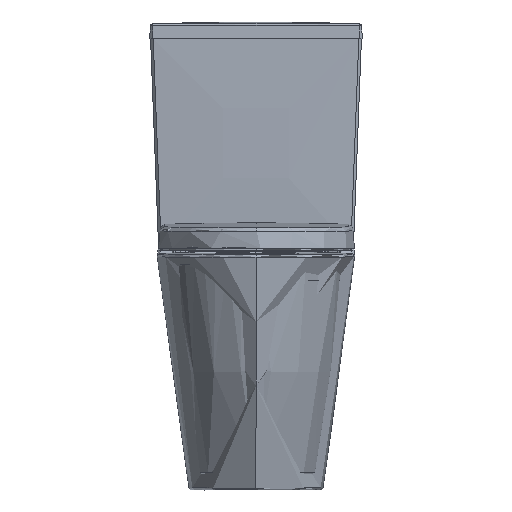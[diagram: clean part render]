
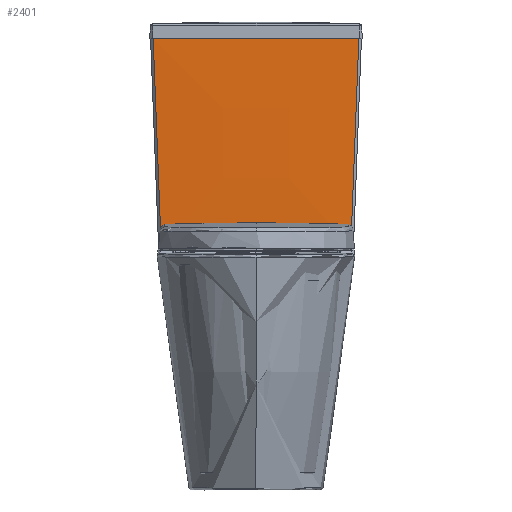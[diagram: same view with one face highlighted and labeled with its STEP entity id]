
A CAD part, front view. The second image highlights one B-rep face of the part: STEP entity #2401.
In plain terms, the highlighted free-form (B-spline) face has degree [3, 3] with [4, 4] control points.
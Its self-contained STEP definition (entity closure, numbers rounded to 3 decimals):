
#236=B_SPLINE_SURFACE_WITH_KNOTS('',3,3,((#130545,#130546,#130547,#130548),
(#130549,#130550,#130551,#130552),(#130553,#130554,#130555,#130556),(#130557,
#130558,#130559,#130560)),.UNSPECIFIED.,.F.,.F.,.F.,(4,4),(4,4),(0.,402.844),
(0.,396.436),.UNSPECIFIED.);
#2401=ADVANCED_FACE('',(#4399),#236,.T.);
#4399=FACE_OUTER_BOUND('',#6521,.T.);
#6521=EDGE_LOOP('',(#16285,#16286,#16287,#16288));
#16285=ORIENTED_EDGE('',*,*,#21186,.F.);
#16286=ORIENTED_EDGE('',*,*,#21194,.T.);
#16287=ORIENTED_EDGE('',*,*,#21059,.F.);
#16288=ORIENTED_EDGE('',*,*,#21195,.F.);
#21059=EDGE_CURVE('',#29042,#29043,#26016,.T.);
#21186=EDGE_CURVE('',#29124,#29125,#26098,.T.);
#21194=EDGE_CURVE('',#29124,#29043,#26103,.T.);
#21195=EDGE_CURVE('',#29125,#29042,#26104,.T.);
#26016=B_SPLINE_CURVE_WITH_KNOTS('',3,(#130692,#130693,#130694,#130695),
 .UNSPECIFIED.,.F.,.F.,(4,4),(0.,380.6),.UNSPECIFIED.);
#26098=B_SPLINE_CURVE_WITH_KNOTS('',3,(#131196,#131197,#131198,#131199),
 .UNSPECIFIED.,.F.,.F.,(4,4),(0.,350.876),.UNSPECIFIED.);
#26103=B_SPLINE_CURVE_WITH_KNOTS('',3,(#131230,#131231,#131232,#131233,
#131234,#131235,#131236),.UNSPECIFIED.,.F.,.F.,(4,1,1,1,4),(0.,96.835,
193.671,290.506,387.341),.UNSPECIFIED.);
#26104=B_SPLINE_CURVE_WITH_KNOTS('',3,(#131237,#131238,#131239,#131240,
#131241,#131242,#131243),.UNSPECIFIED.,.F.,.F.,(4,1,1,1,4),(-387.341,
-290.506,-193.671,-96.835,0.),.UNSPECIFIED.);
#29042=VERTEX_POINT('',#130575);
#29043=VERTEX_POINT('',#130576);
#29124=VERTEX_POINT('',#130657);
#29125=VERTEX_POINT('',#130658);
#130545=CARTESIAN_POINT('',(-198.104,7.741,142.964));
#130546=CARTESIAN_POINT('',(-66.111,7.741,148.451));
#130547=CARTESIAN_POINT('',(66.111,7.741,148.451));
#130548=CARTESIAN_POINT('',(198.104,7.741,142.964));
#130549=CARTESIAN_POINT('',(-192.869,-126.432,141.587));
#130550=CARTESIAN_POINT('',(-64.368,-126.432,147.074));
#130551=CARTESIAN_POINT('',(64.368,-126.432,147.074));
#130552=CARTESIAN_POINT('',(192.869,-126.432,141.587));
#130553=CARTESIAN_POINT('',(-187.635,-260.604,140.211));
#130554=CARTESIAN_POINT('',(-62.625,-260.604,145.698));
#130555=CARTESIAN_POINT('',(62.625,-260.604,145.698));
#130556=CARTESIAN_POINT('',(187.635,-260.604,140.211));
#130557=CARTESIAN_POINT('',(-182.4,-394.776,138.835));
#130558=CARTESIAN_POINT('',(-60.883,-394.776,144.322));
#130559=CARTESIAN_POINT('',(60.883,-394.776,144.322));
#130560=CARTESIAN_POINT('',(182.4,-394.776,138.835));
#130575=CARTESIAN_POINT('',(-190.199,0.,143.195));
#130576=CARTESIAN_POINT('',(190.199,0.,143.195));
#130657=CARTESIAN_POINT('',(175.329,-387.036,139.24));
#130658=CARTESIAN_POINT('',(-175.329,-387.036,139.24));
#130692=CARTESIAN_POINT('',(-190.199,0.,143.195));
#130693=CARTESIAN_POINT('',(-63.467,0.,148.268));
#130694=CARTESIAN_POINT('',(63.467,0.,148.268));
#130695=CARTESIAN_POINT('',(190.199,0.,143.195));
#131196=CARTESIAN_POINT('',(175.329,-387.036,139.24));
#131197=CARTESIAN_POINT('',(58.516,-387.036,144.293));
#131198=CARTESIAN_POINT('',(-58.516,-387.036,144.293));
#131199=CARTESIAN_POINT('',(-175.329,-387.036,139.24));
#131230=CARTESIAN_POINT('',(175.329,-387.036,139.24));
#131231=CARTESIAN_POINT('',(176.467,-357.413,139.543));
#131232=CARTESIAN_POINT('',(178.779,-297.222,140.158));
#131233=CARTESIAN_POINT('',(182.314,-205.218,141.098));
#131234=CARTESIAN_POINT('',(186.044,-108.128,142.09));
#131235=CARTESIAN_POINT('',(188.779,-36.948,142.817));
#131236=CARTESIAN_POINT('',(190.199,0.,143.195));
#131237=CARTESIAN_POINT('',(-175.329,-387.036,139.24));
#131238=CARTESIAN_POINT('',(-176.467,-357.413,139.543));
#131239=CARTESIAN_POINT('',(-178.779,-297.222,140.158));
#131240=CARTESIAN_POINT('',(-182.314,-205.219,141.098));
#131241=CARTESIAN_POINT('',(-186.044,-108.13,142.09));
#131242=CARTESIAN_POINT('',(-188.779,-36.949,142.817));
#131243=CARTESIAN_POINT('',(-190.199,0.,143.195));
